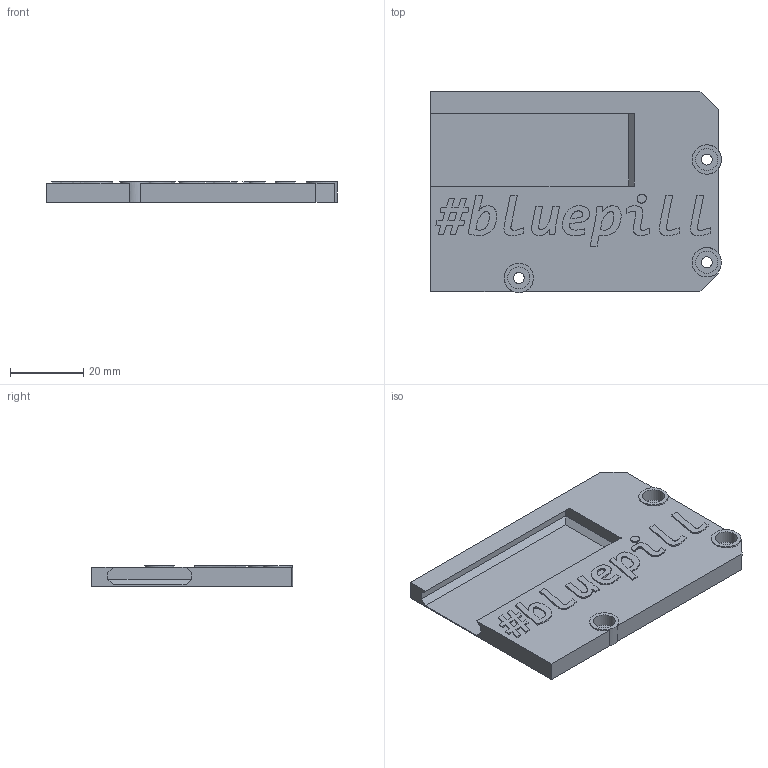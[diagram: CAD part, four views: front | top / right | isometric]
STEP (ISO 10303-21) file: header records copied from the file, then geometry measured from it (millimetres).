
FILE_DESCRIPTION(('STEP AP242'), '1');
FILE_NAME('bluepill mount', '', ('UNSPECIFIED'), ('UNSPECIFIED'), 'C3D Converter', 'C3D Toolkit', '');
FILE_SCHEMA(('AP242_MANAGED_MODEL_BASED_3D_ENGINEERING_MIM_LF { 1 0 10303 442 1 1 4 }'));
Length unit declared in the file: millimetre
Bounding box: 79.25 x 54.8 x 5.6 mm (x, y, z)
Volume: 16162.6 mm3; surface area: 10907.8 mm2
Topology: 1 solids, 1 shells, 290 faces, 811 edges, 540 vertices
Faces by surface type: extrusion 170, plane 111, cylinder 9
Full cylindrical faces by diameter (mm): 3 x3, 6 x3, 8 x3
Entity records: 11810 total; most frequent: CARTESIAN_POINT 2653, ORIENTED_EDGE 1604, DIRECTION 898, EDGE_CURVE 802, VECTOR 608, VERTEX_POINT 540, B_SPLINE_CURVE_WITH_KNOTS 510, LINE 438
